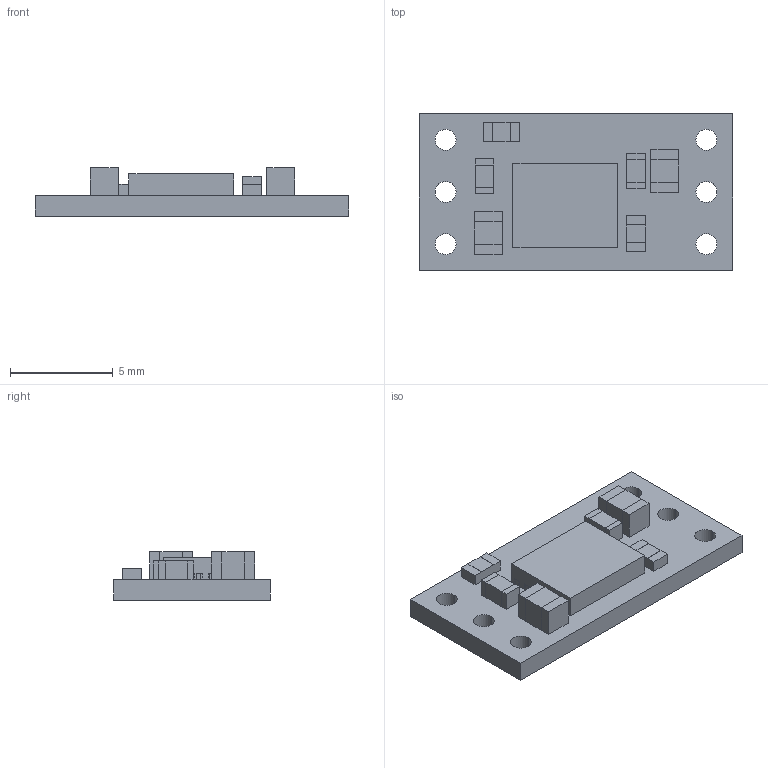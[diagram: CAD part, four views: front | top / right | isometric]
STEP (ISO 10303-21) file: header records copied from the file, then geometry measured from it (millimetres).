
FILE_DESCRIPTION (( 'STEP AP214' ), '1' );
FILE_NAME ('isolated-dc-dc-power-module-ucc33420-5v-5.5v-300mA.step', '2025-12-11T18:11:58', ( '' ), ( '' ), 'SwSTEP 2.0', 'SolidWorks 2025', '' );
FILE_SCHEMA (( 'AUTOMOTIVE_DESIGN' ));
Length unit declared in the file: millimetre
Products named in the file (1): isolated-dc-dc-power-module-ucc33420-5v-5.5v-300mA
Bounding box: 15.24 x 7.62 x 2.37 mm (x, y, z)
Volume: 147.2 mm3; surface area: 346.5 mm2
Topology: 1 solids, 1 shells, 799 faces, 2240 edges, 1488 vertices
Faces by surface type: plane 544, bspline 204, cylinder 51
Entity records: 41748 total; most frequent: CARTESIAN_POINT 13652, ORIENTED_EDGE 4480, DIRECTION 3102, EDGE_CURVE 2240, LINE 1706, VECTOR 1706, VERTEX_POINT 1488, EDGE_LOOP 864
